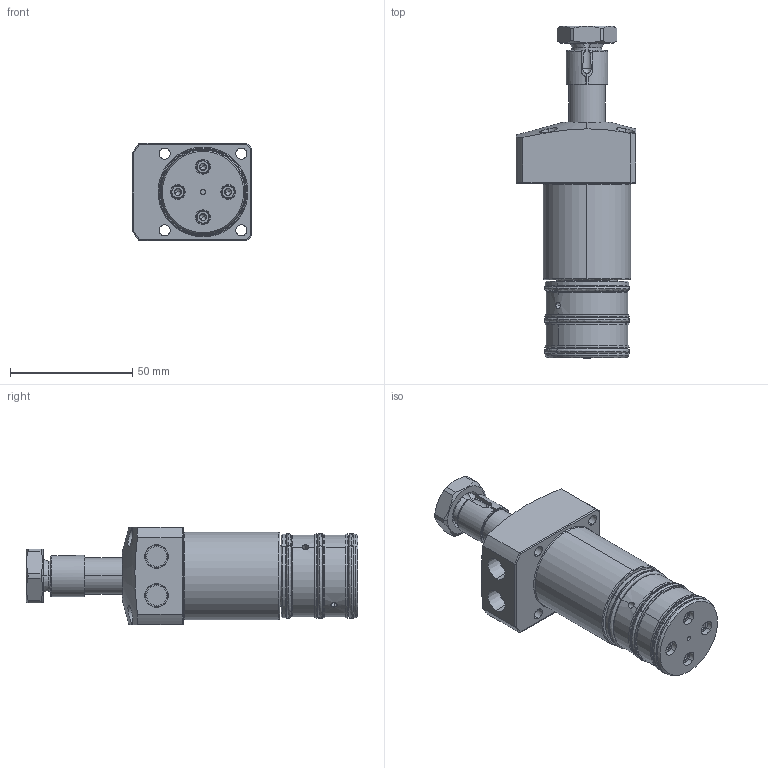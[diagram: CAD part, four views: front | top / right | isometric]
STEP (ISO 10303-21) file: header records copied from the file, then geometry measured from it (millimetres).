
FILE_DESCRIPTION (( 'STEP AP203' ), '1' );
FILE_NAME ('LHA0360-SRM.STEP', '2019-09-24T02:34:14', ( '微软用户' ), ( '微软中国' ), 'SwSTEP 2.0', 'SolidWorks 2012', '' );
FILE_SCHEMA (( 'CONFIG_CONTROL_DESIGN' ));
Length unit declared in the file: millimetre
Products named in the file (9): LHA0360-SRM; 6妏寠晅无倌_M3(30); LHA0360-玅帡椔溹; LHA0360-簸忣諍匏_; LHA0360-ů_; LHA0360-楓羔_D); LHA0360-D菛巍; LHA0360-咂衝椳紕_蹬怮椔); LHA0360-槭暌滀S(蹬怮椔)_1
Assembly tree (11 placements, depth 2):
  LHA0360-SRM
    LHA0360-槭暌滀S(蹬怮椔)_1
    LHA0360-咂衝椳紕_蹬怮椔)
    LHA0360-D菛巍
    LHA0360-楓羔_D)
    LHA0360-ů_
    LHA0360-簸忣諍匏_
    LHA0360-玅帡椔溹
    6妏寠晅无倌_M3(30)  x4
Bounding box: 49 x 136 x 40 mm (x, y, z)
Volume: 119260.1 mm3; surface area: 33129.9 mm2
Topology: 14 solids, 14 shells, 461 faces, 1019 edges, 609 vertices
Faces by surface type: plane 149, cylinder 147, cone 101, bspline 64
Entity records: 14941 total; most frequent: CARTESIAN_POINT 5854, DIRECTION 1714, ORIENTED_EDGE 1670, EDGE_CURVE 835, AXIS2_PLACEMENT_3D 721, VERTEX_POINT 522, EDGE_LOOP 427, CIRCLE 406
